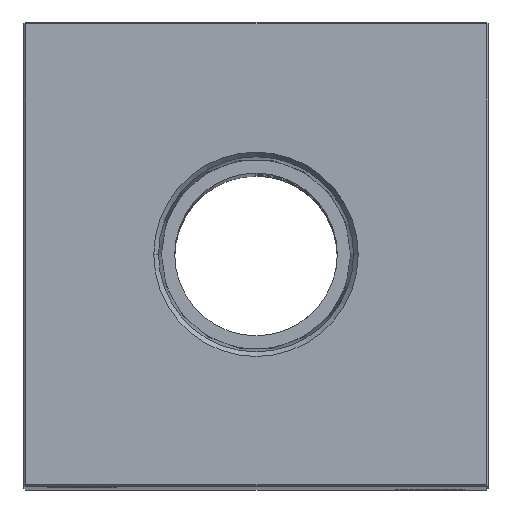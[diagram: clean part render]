
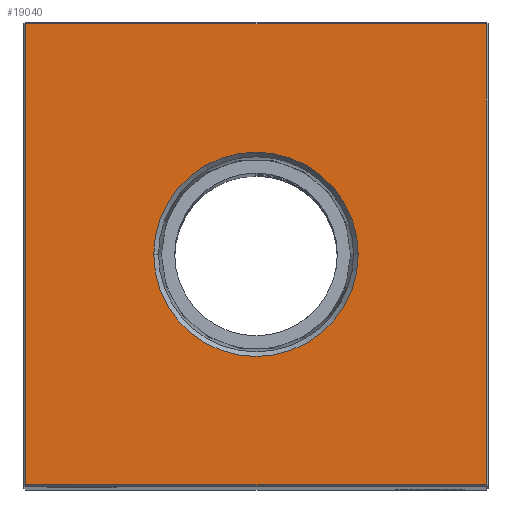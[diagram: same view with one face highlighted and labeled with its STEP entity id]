
A CAD part, top view. The second image highlights one B-rep face of the part: STEP entity #19040.
In plain terms, the highlighted planar face has unit normal (0, 0, 1).
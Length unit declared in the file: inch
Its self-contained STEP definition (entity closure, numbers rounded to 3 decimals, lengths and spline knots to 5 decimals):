
#1027 = PLANE ( 'NONE',  #15546 ) ;
#3881 = CARTESIAN_POINT ( 'NONE',  ( 0., 0., 10.5 ) ) ;
#4042 = CARTESIAN_POINT ( 'NONE',  ( 0.5499, 0., 10.5 ) ) ;
#4442 = VERTEX_POINT ( 'NONE', #31598 ) ;
#4998 = CIRCLE ( 'NONE', #23273, 0.5499 ) ;
#5112 = CARTESIAN_POINT ( 'NONE',  ( 0., 1.24, 10.5 ) ) ;
#5259 = VERTEX_POINT ( 'NONE', #4042 ) ;
#5788 = LINE ( 'NONE', #15752, #20222 ) ;
#5952 = VERTEX_POINT ( 'NONE', #11231 ) ;
#6952 = EDGE_CURVE ( 'NONE', #9783, #5259, #4998, .T. ) ;
#7377 = DIRECTION ( 'NONE',  ( 0., 0., 1. ) ) ;
#8333 = LINE ( 'NONE', #18268, #19697 ) ;
#9017 = EDGE_LOOP ( 'NONE', ( #29814, #15401, #11333, #27748 ) ) ;
#9773 = CARTESIAN_POINT ( 'NONE',  ( 1.24, -1.24, 10.5 ) ) ;
#9783 = VERTEX_POINT ( 'NONE', #15578 ) ;
#10052 = LINE ( 'NONE', #19974, #21225 ) ;
#11119 = CARTESIAN_POINT ( 'NONE',  ( 0., 0., 10.5 ) ) ;
#11231 = CARTESIAN_POINT ( 'NONE',  ( 1.24, 1.24, 10.5 ) ) ;
#11309 = ORIENTED_EDGE ( 'NONE', *, *, #16057, .F. ) ;
#11333 = ORIENTED_EDGE ( 'NONE', *, *, #17870, .T. ) ;
#13018 = VECTOR ( 'NONE', #15089, 39.37008 ) ;
#13567 = FACE_OUTER_BOUND ( 'NONE', #9017, .T. ) ;
#13836 = CIRCLE ( 'NONE', #32095, 0.5499 ) ;
#13876 = DIRECTION ( 'NONE',  ( 0., 0., -1. ) ) ;
#15089 = DIRECTION ( 'NONE',  ( -1., 0., 0. ) ) ;
#15401 = ORIENTED_EDGE ( 'NONE', *, *, #18648, .T. ) ;
#15546 = AXIS2_PLACEMENT_3D ( 'NONE', #3881, #13876, #23869 ) ;
#15578 = CARTESIAN_POINT ( 'NONE',  ( -0.5499, 0., 10.5 ) ) ;
#15752 = CARTESIAN_POINT ( 'NONE',  ( 1.24, 0., 10.5 ) ) ;
#16057 = EDGE_CURVE ( 'NONE', #5259, #9783, #13836, .T. ) ;
#16315 = EDGE_CURVE ( 'NONE', #5952, #24414, #27517, .T. ) ;
#17295 = DIRECTION ( 'NONE',  ( 1., 0., 0. ) ) ;
#17870 = EDGE_CURVE ( 'NONE', #31061, #5952, #5788, .T. ) ;
#18074 = EDGE_CURVE ( 'NONE', #24414, #4442, #8333, .T. ) ;
#18268 = CARTESIAN_POINT ( 'NONE',  ( -1.24, 0., 10.5 ) ) ;
#18648 = EDGE_CURVE ( 'NONE', #4442, #31061, #10052, .T. ) ;
#19040 = ADVANCED_FACE ( 'NONE', ( #13567, #23544 ), #1027, .F. ) ;
#19687 = CARTESIAN_POINT ( 'NONE',  ( -1.24, 1.24, 10.5 ) ) ;
#19697 = VECTOR ( 'NONE', #28258, 39.37008 ) ;
#19974 = CARTESIAN_POINT ( 'NONE',  ( 0., -1.24, 10.5 ) ) ;
#20222 = VECTOR ( 'NONE', #25730, 39.37008 ) ;
#21052 = DIRECTION ( 'NONE',  ( 0., 0., 1. ) ) ;
#21225 = VECTOR ( 'NONE', #29957, 39.37008 ) ;
#23273 = AXIS2_PLACEMENT_3D ( 'NONE', #11119, #21052, #31015 ) ;
#23544 = FACE_BOUND ( 'NONE', #29404, .T. ) ;
#23869 = DIRECTION ( 'NONE',  ( -1., 0., 0. ) ) ;
#24414 = VERTEX_POINT ( 'NONE', #19687 ) ;
#25730 = DIRECTION ( 'NONE',  ( 0., 1., 0. ) ) ;
#27517 = LINE ( 'NONE', #5112, #13018 ) ;
#27748 = ORIENTED_EDGE ( 'NONE', *, *, #16315, .T. ) ;
#28258 = DIRECTION ( 'NONE',  ( 0., -1., 0. ) ) ;
#28825 = ORIENTED_EDGE ( 'NONE', *, *, #6952, .F. ) ;
#29404 = EDGE_LOOP ( 'NONE', ( #11309, #28825 ) ) ;
#29704 = CARTESIAN_POINT ( 'NONE',  ( 0., 0., 10.5 ) ) ;
#29814 = ORIENTED_EDGE ( 'NONE', *, *, #18074, .T. ) ;
#29957 = DIRECTION ( 'NONE',  ( 1., 0., 0. ) ) ;
#31015 = DIRECTION ( 'NONE',  ( 1., 0., 0. ) ) ;
#31061 = VERTEX_POINT ( 'NONE', #9773 ) ;
#31598 = CARTESIAN_POINT ( 'NONE',  ( -1.24, -1.24, 10.5 ) ) ;
#32095 = AXIS2_PLACEMENT_3D ( 'NONE', #29704, #7377, #17295 ) ;
